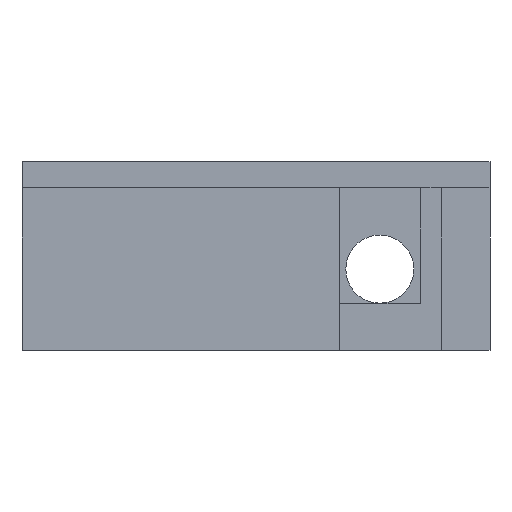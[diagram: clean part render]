
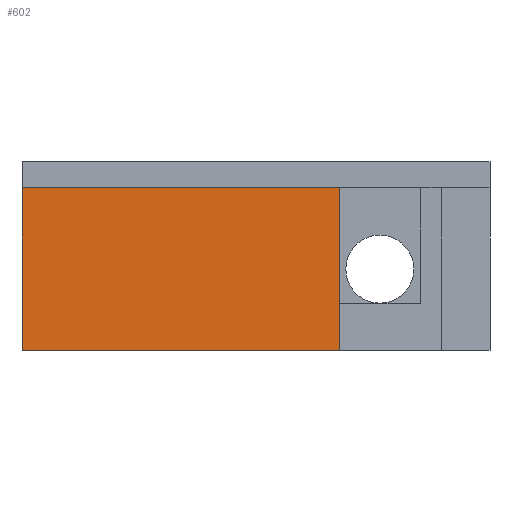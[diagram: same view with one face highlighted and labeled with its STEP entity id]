
A CAD part, front view. The second image highlights one B-rep face of the part: STEP entity #602.
In plain terms, the highlighted planar face has unit normal (0, -1, 0).
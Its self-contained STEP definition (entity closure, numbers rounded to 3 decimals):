
#110 = VERTEX_POINT('',#111);
#111 = CARTESIAN_POINT('',(80.61,-20.008,0.));
#117 = EDGE_CURVE('',#110,#118,#120,.T.);
#118 = VERTEX_POINT('',#119);
#119 = CARTESIAN_POINT('',(56.41,-20.008,0.));
#120 = LINE('',#121,#122);
#121 = CARTESIAN_POINT('',(80.61,-20.008,0.));
#122 = VECTOR('',#123,1.);
#123 = DIRECTION('',(-1.,0.,0.));
#584 = VERTEX_POINT('',#585);
#585 = CARTESIAN_POINT('',(80.61,-20.008,12.4));
#591 = EDGE_CURVE('',#110,#584,#592,.T.);
#592 = LINE('',#593,#594);
#593 = CARTESIAN_POINT('',(80.61,-20.008,0.));
#594 = VECTOR('',#595,1.);
#595 = DIRECTION('',(0.,0.,1.));
#602 = ADVANCED_FACE('',(#603),#621,.T.);
#603 = FACE_BOUND('',#604,.T.);
#604 = EDGE_LOOP('',(#605,#606,#614,#620));
#605 = ORIENTED_EDGE('',*,*,#591,.T.);
#606 = ORIENTED_EDGE('',*,*,#607,.T.);
#607 = EDGE_CURVE('',#584,#608,#610,.T.);
#608 = VERTEX_POINT('',#609);
#609 = CARTESIAN_POINT('',(56.41,-20.008,12.4));
#610 = LINE('',#611,#612);
#611 = CARTESIAN_POINT('',(80.61,-20.008,12.4));
#612 = VECTOR('',#613,1.);
#613 = DIRECTION('',(-1.,0.,0.));
#614 = ORIENTED_EDGE('',*,*,#615,.F.);
#615 = EDGE_CURVE('',#118,#608,#616,.T.);
#616 = LINE('',#617,#618);
#617 = CARTESIAN_POINT('',(56.41,-20.008,0.));
#618 = VECTOR('',#619,1.);
#619 = DIRECTION('',(0.,0.,1.));
#620 = ORIENTED_EDGE('',*,*,#117,.F.);
#621 = PLANE('',#622);
#622 = AXIS2_PLACEMENT_3D('',#623,#624,#625);
#623 = CARTESIAN_POINT('',(80.61,-20.008,0.));
#624 = DIRECTION('',(0.,-1.,0.));
#625 = DIRECTION('',(-1.,0.,0.));
